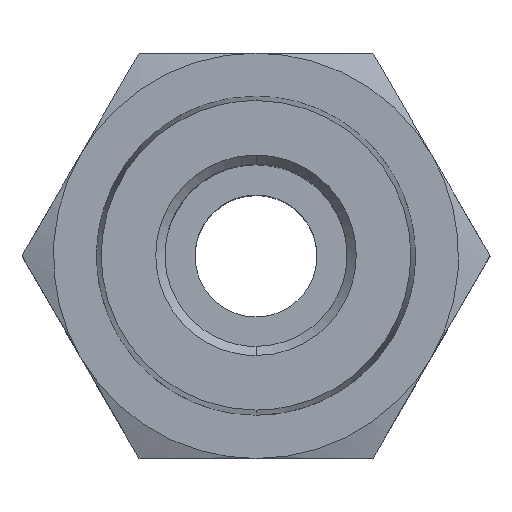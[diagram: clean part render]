
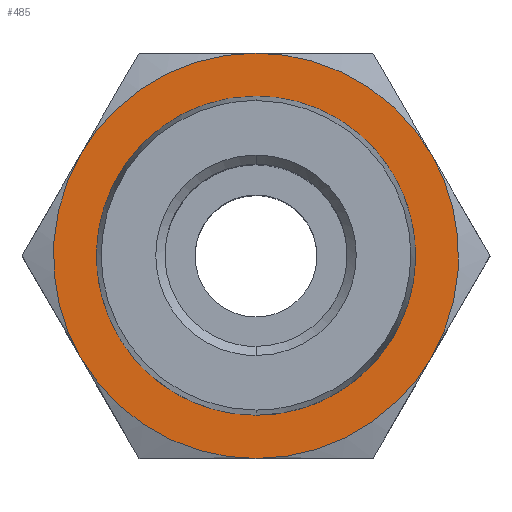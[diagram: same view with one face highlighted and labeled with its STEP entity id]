
A CAD part, top view. The second image highlights one B-rep face of the part: STEP entity #485.
In plain terms, the highlighted free-form (B-spline) face has degree [1, 1] with [2, 2] control points.
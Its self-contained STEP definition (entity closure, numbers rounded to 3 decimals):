
#161 = EDGE_CURVE('',#162,#164,#166,.T.);
#162 = VERTEX_POINT('',#163);
#163 = CARTESIAN_POINT('',(0.,-8.401,
    5.297));
#164 = VERTEX_POINT('',#165);
#165 = CARTESIAN_POINT('',(0.,8.401,
    5.297));
#166 = ( BOUNDED_CURVE() B_SPLINE_CURVE(2,(#167,#168,#169,#170,#171),
.UNSPECIFIED.,.F.,.F.) B_SPLINE_CURVE_WITH_KNOTS((3,2,3),(0.,
1.571,3.142),.PIECEWISE_BEZIER_KNOTS.) CURVE() 
GEOMETRIC_REPRESENTATION_ITEM() RATIONAL_B_SPLINE_CURVE((1.,
0.707,1.,0.707,1.)) REPRESENTATION_ITEM('') );
#167 = CARTESIAN_POINT('',(0.,-8.401,
    5.297));
#168 = CARTESIAN_POINT('',(-8.401,-8.401,
    5.297));
#169 = CARTESIAN_POINT('',(-8.401,0.,
    5.297));
#170 = CARTESIAN_POINT('',(-8.401,8.401,5.297
    ));
#171 = CARTESIAN_POINT('',(0.,8.401,
    5.297));
#452 = VERTEX_POINT('',#453);
#453 = CARTESIAN_POINT('',(0.,-10.68,
    5.297));
#485 = ADVANCED_FACE('',(#486,#534),#545,.T.);
#486 = FACE_BOUND('',#487,.T.);
#487 = EDGE_LOOP('',(#488,#496,#504,#512,#520,#528));
#488 = ORIENTED_EDGE('',*,*,#489,.T.);
#489 = EDGE_CURVE('',#490,#452,#492,.T.);
#490 = VERTEX_POINT('',#491);
#491 = CARTESIAN_POINT('',(-9.249,-5.34,5.297
    ));
#492 = ( BOUNDED_CURVE() B_SPLINE_CURVE(2,(#493,#494,#495),
.UNSPECIFIED.,.F.,.F.) B_SPLINE_CURVE_WITH_KNOTS((3,3),(0.,
1.047),.PIECEWISE_BEZIER_KNOTS.) CURVE() 
GEOMETRIC_REPRESENTATION_ITEM() RATIONAL_B_SPLINE_CURVE((1.,
0.866,1.)) REPRESENTATION_ITEM('') );
#493 = CARTESIAN_POINT('',(-9.249,-5.34,5.297
    ));
#494 = CARTESIAN_POINT('',(-6.166,-10.68,
    5.297));
#495 = CARTESIAN_POINT('',(0.,-10.68,
    5.297));
#496 = ORIENTED_EDGE('',*,*,#497,.T.);
#497 = EDGE_CURVE('',#452,#498,#500,.T.);
#498 = VERTEX_POINT('',#499);
#499 = CARTESIAN_POINT('',(9.249,-5.34,5.297
    ));
#500 = ( BOUNDED_CURVE() B_SPLINE_CURVE(2,(#501,#502,#503),
.UNSPECIFIED.,.F.,.F.) B_SPLINE_CURVE_WITH_KNOTS((3,3),(0.,
1.047),.PIECEWISE_BEZIER_KNOTS.) CURVE() 
GEOMETRIC_REPRESENTATION_ITEM() RATIONAL_B_SPLINE_CURVE((1.,
0.866,1.)) REPRESENTATION_ITEM('') );
#501 = CARTESIAN_POINT('',(0.,-10.68,
    5.297));
#502 = CARTESIAN_POINT('',(6.166,-10.68,5.297
    ));
#503 = CARTESIAN_POINT('',(9.249,-5.34,5.297
    ));
#504 = ORIENTED_EDGE('',*,*,#505,.T.);
#505 = EDGE_CURVE('',#498,#506,#508,.T.);
#506 = VERTEX_POINT('',#507);
#507 = CARTESIAN_POINT('',(9.249,5.34,5.297)
  );
#508 = ( BOUNDED_CURVE() B_SPLINE_CURVE(2,(#509,#510,#511),
.UNSPECIFIED.,.F.,.F.) B_SPLINE_CURVE_WITH_KNOTS((3,3),(0.,
1.047),.PIECEWISE_BEZIER_KNOTS.) CURVE() 
GEOMETRIC_REPRESENTATION_ITEM() RATIONAL_B_SPLINE_CURVE((1.,
0.866,1.)) REPRESENTATION_ITEM('') );
#509 = CARTESIAN_POINT('',(9.249,-5.34,5.297
    ));
#510 = CARTESIAN_POINT('',(12.332,0.,
    5.297));
#511 = CARTESIAN_POINT('',(9.249,5.34,5.297)
  );
#512 = ORIENTED_EDGE('',*,*,#513,.T.);
#513 = EDGE_CURVE('',#506,#514,#516,.T.);
#514 = VERTEX_POINT('',#515);
#515 = CARTESIAN_POINT('',(0.,10.68,
    5.297));
#516 = ( BOUNDED_CURVE() B_SPLINE_CURVE(2,(#517,#518,#519),
.UNSPECIFIED.,.F.,.F.) B_SPLINE_CURVE_WITH_KNOTS((3,3),(0.,
1.047),.PIECEWISE_BEZIER_KNOTS.) CURVE() 
GEOMETRIC_REPRESENTATION_ITEM() RATIONAL_B_SPLINE_CURVE((1.,
0.866,1.)) REPRESENTATION_ITEM('') );
#517 = CARTESIAN_POINT('',(9.249,5.34,5.297)
  );
#518 = CARTESIAN_POINT('',(6.166,10.68,5.297
    ));
#519 = CARTESIAN_POINT('',(0.,10.68,
    5.297));
#520 = ORIENTED_EDGE('',*,*,#521,.T.);
#521 = EDGE_CURVE('',#514,#522,#524,.T.);
#522 = VERTEX_POINT('',#523);
#523 = CARTESIAN_POINT('',(-9.249,5.34,5.297
    ));
#524 = ( BOUNDED_CURVE() B_SPLINE_CURVE(2,(#525,#526,#527),
.UNSPECIFIED.,.F.,.F.) B_SPLINE_CURVE_WITH_KNOTS((3,3),(0.,
1.047),.PIECEWISE_BEZIER_KNOTS.) CURVE() 
GEOMETRIC_REPRESENTATION_ITEM() RATIONAL_B_SPLINE_CURVE((1.,
0.866,1.)) REPRESENTATION_ITEM('') );
#525 = CARTESIAN_POINT('',(0.,10.68,
    5.297));
#526 = CARTESIAN_POINT('',(-6.166,10.68,
    5.297));
#527 = CARTESIAN_POINT('',(-9.249,5.34,5.297
    ));
#528 = ORIENTED_EDGE('',*,*,#529,.T.);
#529 = EDGE_CURVE('',#522,#490,#530,.T.);
#530 = ( BOUNDED_CURVE() B_SPLINE_CURVE(2,(#531,#532,#533),
.UNSPECIFIED.,.F.,.F.) B_SPLINE_CURVE_WITH_KNOTS((3,3),(0.,
1.047),.PIECEWISE_BEZIER_KNOTS.) CURVE() 
GEOMETRIC_REPRESENTATION_ITEM() RATIONAL_B_SPLINE_CURVE((1.,
0.866,1.)) REPRESENTATION_ITEM('') );
#531 = CARTESIAN_POINT('',(-9.249,5.34,5.297
    ));
#532 = CARTESIAN_POINT('',(-12.332,0.,
    5.297));
#533 = CARTESIAN_POINT('',(-9.249,-5.34,5.297
    ));
#534 = FACE_BOUND('',#535,.T.);
#535 = EDGE_LOOP('',(#536,#544));
#536 = ORIENTED_EDGE('',*,*,#537,.T.);
#537 = EDGE_CURVE('',#164,#162,#538,.T.);
#538 = ( BOUNDED_CURVE() B_SPLINE_CURVE(2,(#539,#540,#541,#542,#543),
.UNSPECIFIED.,.F.,.F.) B_SPLINE_CURVE_WITH_KNOTS((3,2,3),(3.142
,4.712,6.283),.PIECEWISE_BEZIER_KNOTS.) CURVE() 
GEOMETRIC_REPRESENTATION_ITEM() RATIONAL_B_SPLINE_CURVE((1.,
0.707,1.,0.707,1.)) REPRESENTATION_ITEM('') );
#539 = CARTESIAN_POINT('',(0.,8.401,
    5.297));
#540 = CARTESIAN_POINT('',(8.401,8.401,5.297)
  );
#541 = CARTESIAN_POINT('',(8.401,0.,
    5.297));
#542 = CARTESIAN_POINT('',(8.401,-8.401,5.297
    ));
#543 = CARTESIAN_POINT('',(0.,-8.401,
    5.297));
#544 = ORIENTED_EDGE('',*,*,#161,.T.);
#545 = B_SPLINE_SURFACE_WITH_KNOTS('',1,1,(
    (#546,#547)
    ,(#548,#549
    )),.UNSPECIFIED.,.F.,.F.,.F.,(2,2),(2,2),(0.,
    15.875),(0.,15.875),
  .PIECEWISE_BEZIER_KNOTS.);
#546 = CARTESIAN_POINT('',(10.68,10.68,
    5.297));
#547 = CARTESIAN_POINT('',(10.68,-10.68,
    5.297));
#548 = CARTESIAN_POINT('',(-10.68,10.68,
    5.297));
#549 = CARTESIAN_POINT('',(-10.68,-10.68,
    5.297));
